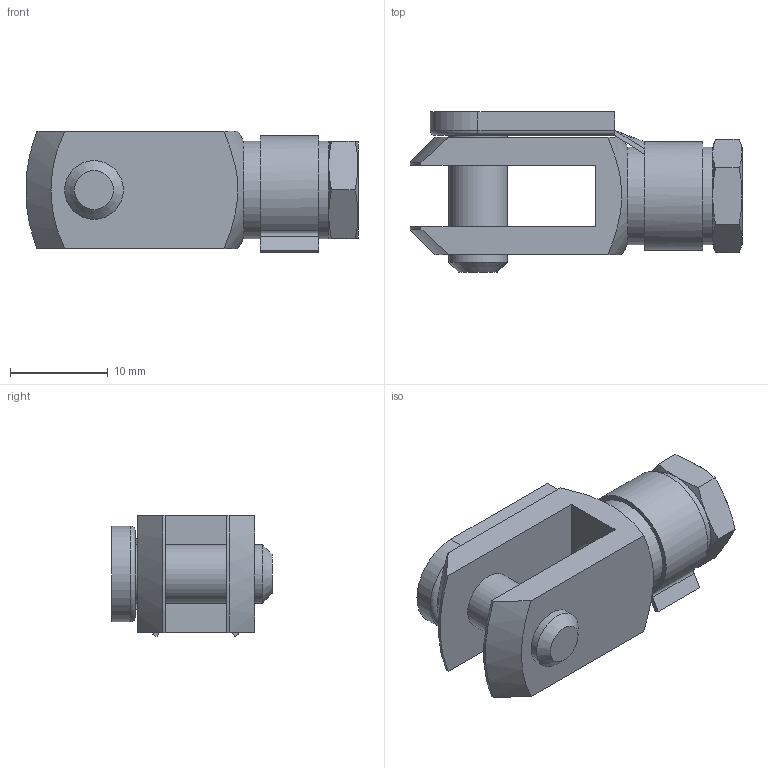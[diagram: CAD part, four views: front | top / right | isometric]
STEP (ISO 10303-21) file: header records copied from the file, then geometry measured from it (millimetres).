
FILE_DESCRIPTION(/* description */ ('Unknown'),/* implementation_level */ '2;1');
FILE_NAME(/* name */ 'CL_DYM-050',/* time_stamp */ '2024-08-20T15:20:14+02:00',/* author */ ('Unknown'),/* organization */ ('Unknown'),/* preprocessor_version */ 'ST-DEVELOPER v18.104',/* originating_system */ 'Solid Edge',/* authorisation */ 'Unknown');
FILE_SCHEMA (('AUTOMOTIVE_DESIGN {1 0 10303 214 3 1 1}'));
Length unit declared in the file: millimetre
Products named in the file (3): CL-DYM-050_STEP; Gabelkopf-M6x12_STEP; 913_00006_ES-Bolzen M6x12
Assembly tree (2 placements, depth 2):
  CL-DYM-050_STEP
    Gabelkopf-M6x12_STEP
    913_00006_ES-Bolzen M6x12
Bounding box: 33.95 x 16.4 x 12.41 mm (x, y, z)
Volume: 2755.4 mm3; surface area: 3267.1 mm2
Topology: 2 solids, 2 shells, 66 faces, 166 edges, 106 vertices
Faces by surface type: plane 36, cylinder 18, cone 9, bspline 2, torus 1
Full cylindrical faces by diameter (mm): 4.917 x1, 6 x4, 10 x1
Entity records: 2279 total; most frequent: CARTESIAN_POINT 513, ORIENTED_EDGE 304, DIRECTION 302, EDGE_CURVE 152, AXIS2_PLACEMENT_3D 111, VERTEX_POINT 101, EDGE_LOOP 83, FACE_BOUND 83
